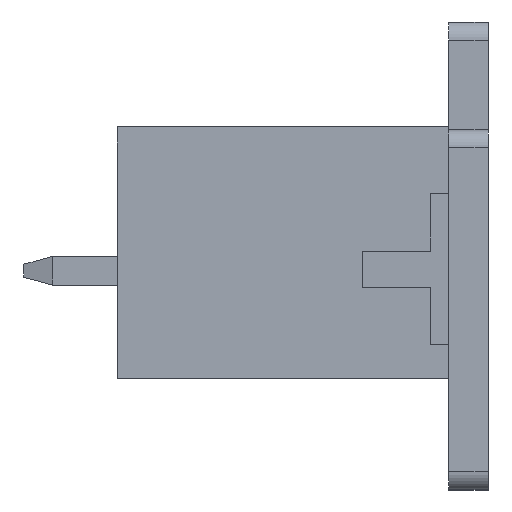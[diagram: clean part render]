
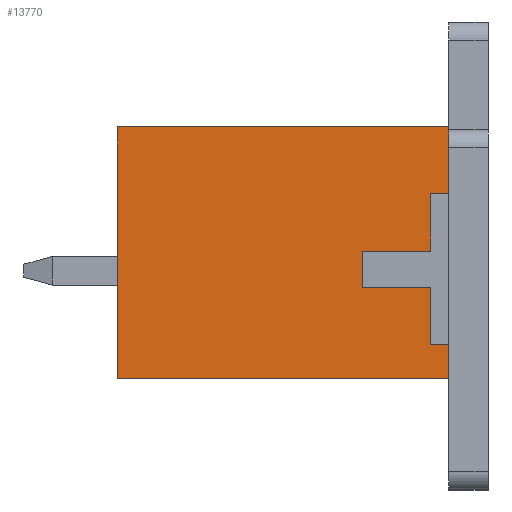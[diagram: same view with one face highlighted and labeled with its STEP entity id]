
A CAD part, left-side view. The second image highlights one B-rep face of the part: STEP entity #13770.
In plain terms, the highlighted planar face has unit normal (-1, 0, 0).
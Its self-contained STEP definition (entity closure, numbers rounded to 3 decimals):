
#350=ORIENTED_EDGE('',*,*,#4413,.F.);
#351=ORIENTED_EDGE('',*,*,#4414,.F.);
#352=ORIENTED_EDGE('',*,*,#4415,.F.);
#353=ORIENTED_EDGE('',*,*,#4416,.F.);
#354=ORIENTED_EDGE('',*,*,#4417,.F.);
#355=ORIENTED_EDGE('',*,*,#4418,.F.);
#356=ORIENTED_EDGE('',*,*,#4419,.F.);
#357=ORIENTED_EDGE('',*,*,#4420,.T.);
#358=ORIENTED_EDGE('',*,*,#4421,.F.);
#359=ORIENTED_EDGE('',*,*,#4422,.F.);
#360=ORIENTED_EDGE('',*,*,#4423,.T.);
#361=ORIENTED_EDGE('',*,*,#4424,.T.);
#4413=EDGE_CURVE('',#6444,#6445,#7799,.T.);
#4414=EDGE_CURVE('',#6446,#6444,#7800,.T.);
#4415=EDGE_CURVE('',#6447,#6446,#7801,.T.);
#4416=EDGE_CURVE('',#6448,#6447,#7802,.T.);
#4417=EDGE_CURVE('',#6449,#6448,#7803,.T.);
#4418=EDGE_CURVE('',#6450,#6449,#7804,.T.);
#4419=EDGE_CURVE('',#6451,#6450,#7805,.T.);
#4420=EDGE_CURVE('',#6451,#6452,#7806,.T.);
#4421=EDGE_CURVE('',#6453,#6452,#7807,.T.);
#4422=EDGE_CURVE('',#6454,#6453,#7808,.T.);
#4423=EDGE_CURVE('',#6454,#6455,#7809,.T.);
#4424=EDGE_CURVE('',#6455,#6445,#7810,.T.);
#6444=VERTEX_POINT('',#19116);
#6445=VERTEX_POINT('',#19117);
#6446=VERTEX_POINT('',#19119);
#6447=VERTEX_POINT('',#19121);
#6448=VERTEX_POINT('',#19123);
#6449=VERTEX_POINT('',#19125);
#6450=VERTEX_POINT('',#19127);
#6451=VERTEX_POINT('',#19129);
#6452=VERTEX_POINT('',#19131);
#6453=VERTEX_POINT('',#19133);
#6454=VERTEX_POINT('',#19135);
#6455=VERTEX_POINT('',#19137);
#7799=LINE('',#19115,#9669);
#7800=LINE('',#19118,#9670);
#7801=LINE('',#19120,#9671);
#7802=LINE('',#19122,#9672);
#7803=LINE('',#19124,#9673);
#7804=LINE('',#19126,#9674);
#7805=LINE('',#19128,#9675);
#7806=LINE('',#19130,#9676);
#7807=LINE('',#19132,#9677);
#7808=LINE('',#19134,#9678);
#7809=LINE('',#19136,#9679);
#7810=LINE('',#19138,#9680);
#9669=VECTOR('',#15449,1000.);
#9670=VECTOR('',#15450,1000.);
#9671=VECTOR('',#15451,1000.);
#9672=VECTOR('',#15452,1000.);
#9673=VECTOR('',#15453,1000.);
#9674=VECTOR('',#15454,1000.);
#9675=VECTOR('',#15455,1000.);
#9676=VECTOR('',#15456,1000.);
#9677=VECTOR('',#15457,1000.);
#9678=VECTOR('',#15458,1000.);
#9679=VECTOR('',#15459,1000.);
#9680=VECTOR('',#15460,1000.);
#11524=EDGE_LOOP('',(#350,#351,#352,#353,#354,#355,#356,#357,#358,#359,
#360,#361));
#12324=FACE_BOUND('',#11524,.T.);
#13124=PLANE('',#14520);
#13770=ADVANCED_FACE('',(#12324),#13124,.F.);
#14520=AXIS2_PLACEMENT_3D('',#19114,#15447,#15448);
#15447=DIRECTION('',(1.,0.,0.));
#15448=DIRECTION('',(0.,0.,-1.));
#15449=DIRECTION('',(0.,-1.,0.));
#15450=DIRECTION('',(0.,0.,-1.));
#15451=DIRECTION('',(0.,-1.,0.));
#15452=DIRECTION('',(0.,0.,-1.));
#15453=DIRECTION('',(0.,1.,0.));
#15454=DIRECTION('',(0.,0.,-1.));
#15455=DIRECTION('',(0.,1.,0.));
#15456=DIRECTION('',(0.,0.,1.));
#15457=DIRECTION('',(0.,-1.,0.));
#15458=DIRECTION('',(0.,0.,1.));
#15459=DIRECTION('',(0.,-1.,0.));
#15460=DIRECTION('',(0.,0.,1.));
#19114=CARTESIAN_POINT('',(-23.255,9.2,-3.5));
#19115=CARTESIAN_POINT('',(-23.255,0.5,-2.55));
#19116=CARTESIAN_POINT('',(-23.255,0.5,-2.55));
#19117=CARTESIAN_POINT('',(-23.255,0.,-2.55));
#19118=CARTESIAN_POINT('',(-23.255,0.5,-0.95));
#19119=CARTESIAN_POINT('',(-23.255,0.5,-0.95));
#19120=CARTESIAN_POINT('',(-23.255,2.4,-0.95));
#19121=CARTESIAN_POINT('',(-23.255,2.4,-0.95));
#19122=CARTESIAN_POINT('',(-23.255,2.4,0.05));
#19123=CARTESIAN_POINT('',(-23.255,2.4,0.05));
#19124=CARTESIAN_POINT('',(-23.255,0.5,0.05));
#19125=CARTESIAN_POINT('',(-23.255,0.5,0.05));
#19126=CARTESIAN_POINT('',(-23.255,0.5,1.65));
#19127=CARTESIAN_POINT('',(-23.255,0.5,1.65));
#19128=CARTESIAN_POINT('',(-23.255,0.,1.65));
#19129=CARTESIAN_POINT('',(-23.255,0.,1.65));
#19130=CARTESIAN_POINT('',(-23.255,0.,-3.5));
#19131=CARTESIAN_POINT('',(-23.255,0.,3.5));
#19132=CARTESIAN_POINT('',(-23.255,9.2,3.5));
#19133=CARTESIAN_POINT('',(-23.255,9.2,3.5));
#19134=CARTESIAN_POINT('',(-23.255,9.2,-3.5));
#19135=CARTESIAN_POINT('',(-23.255,9.2,-3.5));
#19136=CARTESIAN_POINT('',(-23.255,9.2,-3.5));
#19137=CARTESIAN_POINT('',(-23.255,0.,-3.5));
#19138=CARTESIAN_POINT('',(-23.255,0.,-3.5));
